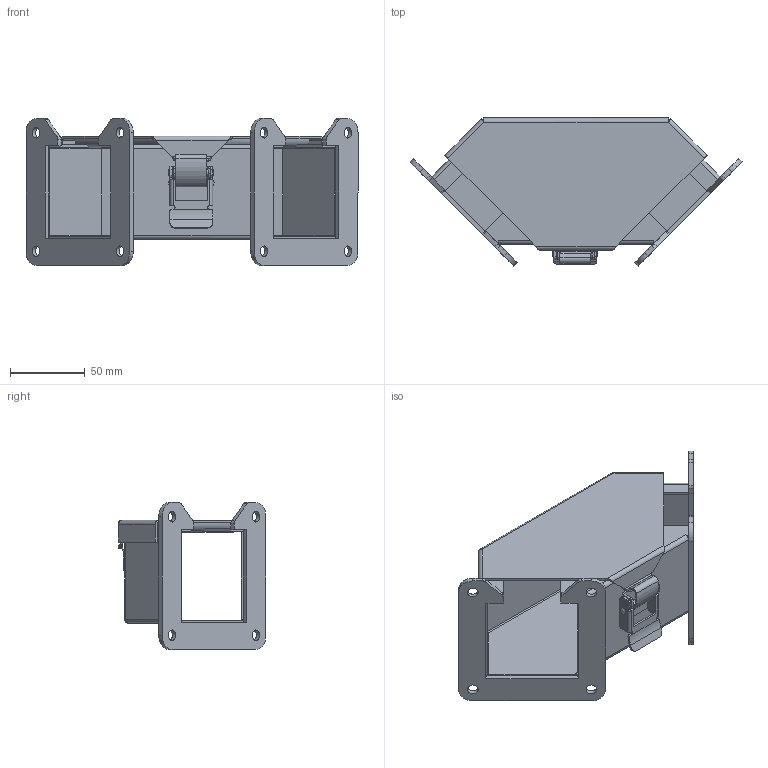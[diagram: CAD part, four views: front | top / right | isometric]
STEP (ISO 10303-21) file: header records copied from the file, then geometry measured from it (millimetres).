
FILE_DESCRIPTION (( 'STEP AP203' ), '1' );
FILE_NAME ('1485B9N.step', '2020-11-19T14:29:15', ( 'ADC123' ), ( 'Microsoft' ), 'SwSTEP 2.0', 'SolidWorks 2019', '' );
FILE_SCHEMA (( 'CONFIG_CONTROL_DESIGN' ));
Length unit declared in the file: inch
Products named in the file (1): 1485B9N
Bounding box: 222.28 x 99.06 x 98.42 mm (x, y, z)
Volume: 149536.5 mm3; surface area: 150000.5 mm2
Topology: 11 solids, 11 shells, 339 faces, 846 edges, 534 vertices
Faces by surface type: plane 192, cylinder 119, bspline 28
Full cylindrical faces by diameter (mm): 1.143 x1, 3.175 x1, 4.013 x2, 4.115 x2, 4.166 x2, 7.137 x8
Entity records: 11046 total; most frequent: CARTESIAN_POINT 3025, ORIENTED_EDGE 1652, DIRECTION 1580, EDGE_CURVE 826, LINE 576, VECTOR 576, VERTEX_POINT 532, AXIS2_PLACEMENT_3D 502
